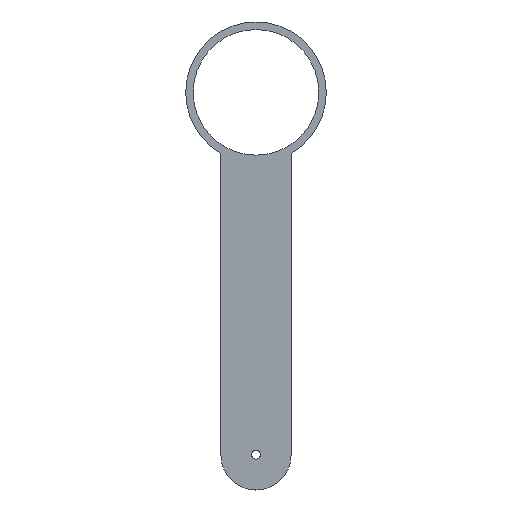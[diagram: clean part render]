
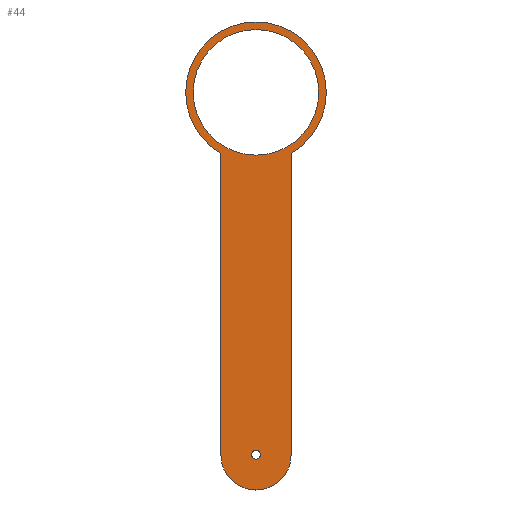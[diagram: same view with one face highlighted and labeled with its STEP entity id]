
A CAD part, top view. The second image highlights one B-rep face of the part: STEP entity #44.
In plain terms, the highlighted planar face has unit normal (0, 0, 1).
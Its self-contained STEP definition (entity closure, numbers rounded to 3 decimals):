
#1 = DIRECTION ( 'NONE',  ( 1., 0., 0. ) ) ;
#6 = EDGE_CURVE ( 'NONE', #319, #243, #220, .T. ) ;
#7 = CARTESIAN_POINT ( 'NONE',  ( 14., 0., 8. ) ) ;
#18 = AXIS2_PLACEMENT_3D ( 'NONE', #7, #394, #1 ) ;
#20 = CIRCLE ( 'NONE', #405, 28. ) ;
#22 = ORIENTED_EDGE ( 'NONE', *, *, #6, .F. ) ;
#31 = AXIS2_PLACEMENT_3D ( 'NONE', #117, #154, #434 ) ;
#38 = CARTESIAN_POINT ( 'NONE',  ( 15.75, 0., 8. ) ) ;
#42 = DIRECTION ( 'NONE',  ( 1., 0., 0. ) ) ;
#44 = ADVANCED_FACE ( 'NONE', ( #121, #326, #288 ), #260, .T. ) ;
#48 = LINE ( 'NONE', #187, #356 ) ;
#62 = EDGE_CURVE ( 'NONE', #207, #384, #142, .T. ) ;
#63 = CARTESIAN_POINT ( 'NONE',  ( 28., 120., 8. ) ) ;
#68 = ORIENTED_EDGE ( 'NONE', *, *, #389, .T. ) ;
#74 = CIRCLE ( 'NONE', #419, 28. ) ;
#85 = DIRECTION ( 'NONE',  ( 0., 0., 1. ) ) ;
#90 = EDGE_CURVE ( 'NONE', #101, #210, #158, .T. ) ;
#94 = DIRECTION ( 'NONE',  ( 1., 0., 0. ) ) ;
#98 = CARTESIAN_POINT ( 'NONE',  ( 14., 144.249, 8. ) ) ;
#99 = AXIS2_PLACEMENT_3D ( 'NONE', #118, #257, #362 ) ;
#101 = VERTEX_POINT ( 'NONE', #183 ) ;
#115 = DIRECTION ( 'NONE',  ( 0., 0., 1. ) ) ;
#117 = CARTESIAN_POINT ( 'NONE',  ( 14., 144.249, 8. ) ) ;
#118 = CARTESIAN_POINT ( 'NONE',  ( 14., 144.249, 8. ) ) ;
#121 = FACE_BOUND ( 'NONE', #424, .T. ) ;
#125 = EDGE_CURVE ( 'NONE', #243, #319, #289, .T. ) ;
#126 = CARTESIAN_POINT ( 'NONE',  ( 0., 120., 8. ) ) ;
#127 = ORIENTED_EDGE ( 'NONE', *, *, #273, .T. ) ;
#142 = CIRCLE ( 'NONE', #395, 14. ) ;
#148 = EDGE_CURVE ( 'NONE', #210, #101, #458, .T. ) ;
#150 = EDGE_CURVE ( 'NONE', #207, #199, #48, .T. ) ;
#153 = DIRECTION ( 'NONE',  ( 1., 0., 0. ) ) ;
#154 = DIRECTION ( 'NONE',  ( 0., 0., 1. ) ) ;
#156 = ORIENTED_EDGE ( 'NONE', *, *, #150, .F. ) ;
#158 = CIRCLE ( 'NONE', #31, 25. ) ;
#160 = EDGE_CURVE ( 'NONE', #205, #457, #214, .T. ) ;
#165 = CARTESIAN_POINT ( 'NONE',  ( -11., 144.249, 8. ) ) ;
#168 = ORIENTED_EDGE ( 'NONE', *, *, #160, .T. ) ;
#183 = CARTESIAN_POINT ( 'NONE',  ( 39., 144.249, 8. ) ) ;
#185 = ORIENTED_EDGE ( 'NONE', *, *, #300, .T. ) ;
#187 = CARTESIAN_POINT ( 'NONE',  ( 0., 0., 8. ) ) ;
#194 = CARTESIAN_POINT ( 'NONE',  ( 0., 0., 8. ) ) ;
#199 = VERTEX_POINT ( 'NONE', #126 ) ;
#204 = CARTESIAN_POINT ( 'NONE',  ( 28., 0., 8. ) ) ;
#205 = VERTEX_POINT ( 'NONE', #439 ) ;
#206 = DIRECTION ( 'NONE',  ( 1., 0., 0. ) ) ;
#207 = VERTEX_POINT ( 'NONE', #194 ) ;
#210 = VERTEX_POINT ( 'NONE', #165 ) ;
#214 = CIRCLE ( 'NONE', #253, 28. ) ;
#218 = DIRECTION ( 'NONE',  ( 1., 0., 0. ) ) ;
#220 = CIRCLE ( 'NONE', #18, 1.75 ) ;
#224 = ORIENTED_EDGE ( 'NONE', *, *, #125, .F. ) ;
#226 = CARTESIAN_POINT ( 'NONE',  ( 28., 0., 8. ) ) ;
#238 = DIRECTION ( 'NONE',  ( 0., 0., 1. ) ) ;
#243 = VERTEX_POINT ( 'NONE', #298 ) ;
#247 = DIRECTION ( 'NONE',  ( 0., 0., 1. ) ) ;
#253 = AXIS2_PLACEMENT_3D ( 'NONE', #376, #442, #94 ) ;
#257 = DIRECTION ( 'NONE',  ( 0., 0., 1. ) ) ;
#260 = PLANE ( 'NONE',  #336 ) ;
#272 = VECTOR ( 'NONE', #296, 1000. ) ;
#273 = EDGE_CURVE ( 'NONE', #384, #373, #305, .T. ) ;
#283 = EDGE_LOOP ( 'NONE', ( #156, #341, #127, #185, #168, #68 ) ) ;
#288 = FACE_BOUND ( 'NONE', #459, .T. ) ;
#289 = CIRCLE ( 'NONE', #330, 1.75 ) ;
#290 = CARTESIAN_POINT ( 'NONE',  ( 14., 0., 8. ) ) ;
#296 = DIRECTION ( 'NONE',  ( 0., 1., 0. ) ) ;
#298 = CARTESIAN_POINT ( 'NONE',  ( 12.25, 0., 8. ) ) ;
#300 = EDGE_CURVE ( 'NONE', #373, #205, #74, .T. ) ;
#305 = LINE ( 'NONE', #226, #272 ) ;
#308 = CARTESIAN_POINT ( 'NONE',  ( -14., 144.249, 8. ) ) ;
#310 = DIRECTION ( 'NONE',  ( 1., 0., 0. ) ) ;
#317 = ORIENTED_EDGE ( 'NONE', *, *, #148, .F. ) ;
#319 = VERTEX_POINT ( 'NONE', #38 ) ;
#326 = FACE_OUTER_BOUND ( 'NONE', #283, .T. ) ;
#327 = CARTESIAN_POINT ( 'NONE',  ( 14., 0., 8. ) ) ;
#330 = AXIS2_PLACEMENT_3D ( 'NONE', #290, #115, #218 ) ;
#336 = AXIS2_PLACEMENT_3D ( 'NONE', #398, #85, #153 ) ;
#341 = ORIENTED_EDGE ( 'NONE', *, *, #62, .T. ) ;
#356 = VECTOR ( 'NONE', #396, 1000. ) ;
#362 = DIRECTION ( 'NONE',  ( 1., 0., 0. ) ) ;
#363 = DIRECTION ( 'NONE',  ( 0., 0., 1. ) ) ;
#373 = VERTEX_POINT ( 'NONE', #63 ) ;
#376 = CARTESIAN_POINT ( 'NONE',  ( 14., 144.249, 8. ) ) ;
#378 = CARTESIAN_POINT ( 'NONE',  ( 14., 144.249, 8. ) ) ;
#384 = VERTEX_POINT ( 'NONE', #204 ) ;
#389 = EDGE_CURVE ( 'NONE', #457, #199, #20, .T. ) ;
#394 = DIRECTION ( 'NONE',  ( 0., 0., 1. ) ) ;
#395 = AXIS2_PLACEMENT_3D ( 'NONE', #327, #363, #42 ) ;
#396 = DIRECTION ( 'NONE',  ( 0., 1., 0. ) ) ;
#398 = CARTESIAN_POINT ( 'NONE',  ( 14., 144.249, 8. ) ) ;
#405 = AXIS2_PLACEMENT_3D ( 'NONE', #378, #247, #310 ) ;
#419 = AXIS2_PLACEMENT_3D ( 'NONE', #98, #238, #206 ) ;
#422 = ORIENTED_EDGE ( 'NONE', *, *, #90, .F. ) ;
#424 = EDGE_LOOP ( 'NONE', ( #224, #22 ) ) ;
#434 = DIRECTION ( 'NONE',  ( 1., 0., 0. ) ) ;
#439 = CARTESIAN_POINT ( 'NONE',  ( 42., 144.249, 8. ) ) ;
#442 = DIRECTION ( 'NONE',  ( 0., 0., 1. ) ) ;
#457 = VERTEX_POINT ( 'NONE', #308 ) ;
#458 = CIRCLE ( 'NONE', #99, 25. ) ;
#459 = EDGE_LOOP ( 'NONE', ( #317, #422 ) ) ;
